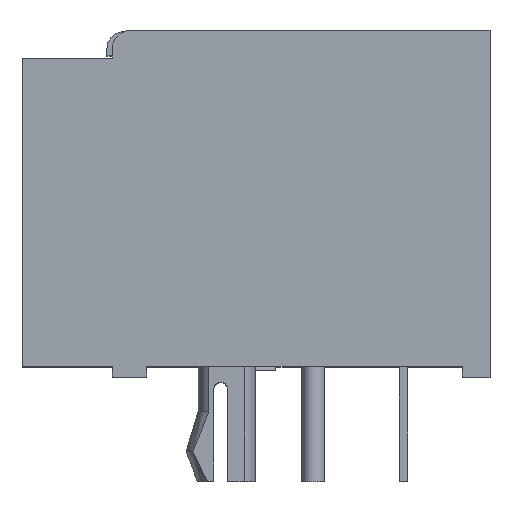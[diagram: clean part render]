
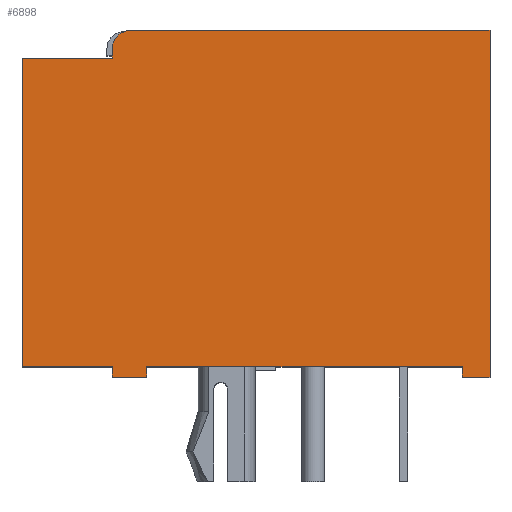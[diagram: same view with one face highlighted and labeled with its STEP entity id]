
A CAD part, top view. The second image highlights one B-rep face of the part: STEP entity #6898.
In plain terms, the highlighted planar face has unit normal (0, 0, 1).
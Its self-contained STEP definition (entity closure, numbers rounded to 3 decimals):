
#316=CIRCLE('',#7335,0.55);
#552=FACE_OUTER_BOUND('',#932,.T.);
#932=EDGE_LOOP('',(#5580,#5581,#5582,#5583,#5584,#5585,#5586,#5587,#5588,
#5589,#5590,#5591,#5592));
#1466=LINE('',#10182,#2323);
#1605=LINE('',#10507,#2462);
#1618=LINE('',#10537,#2475);
#1622=LINE('',#10554,#2479);
#1631=LINE('',#10569,#2488);
#1664=LINE('',#10642,#2521);
#1665=LINE('',#10646,#2522);
#1666=LINE('',#10647,#2523);
#1667=LINE('',#10649,#2524);
#1668=LINE('',#10650,#2525);
#1669=LINE('',#10652,#2526);
#1670=LINE('',#10653,#2527);
#2323=VECTOR('',#8282,0.25);
#2462=VECTOR('',#8569,10.35);
#2475=VECTOR('',#8588,10.);
#2479=VECTOR('',#8602,2.6);
#2488=VECTOR('',#8611,9.1);
#2521=VECTOR('',#8654,0.3);
#2522=VECTOR('',#8659,2.6);
#2523=VECTOR('',#8660,8.9);
#2524=VECTOR('',#8661,1.);
#2525=VECTOR('',#8662,0.3);
#2526=VECTOR('',#8663,0.3);
#2527=VECTOR('',#8664,0.8);
#3088=VERTEX_POINT('',#10179);
#3089=VERTEX_POINT('',#10181);
#3200=VERTEX_POINT('',#10504);
#3201=VERTEX_POINT('',#10506);
#3215=VERTEX_POINT('',#10536);
#3222=VERTEX_POINT('',#10551);
#3223=VERTEX_POINT('',#10553);
#3228=VERTEX_POINT('',#10566);
#3229=VERTEX_POINT('',#10568);
#3264=VERTEX_POINT('',#10640);
#3265=VERTEX_POINT('',#10645);
#3266=VERTEX_POINT('',#10648);
#3267=VERTEX_POINT('',#10651);
#3865=EDGE_CURVE('',#3088,#3089,#1466,.T.);
#4027=EDGE_CURVE('',#3200,#3201,#1605,.T.);
#4042=EDGE_CURVE('',#3215,#3201,#1618,.T.);
#4050=EDGE_CURVE('',#3222,#3223,#1622,.T.);
#4059=EDGE_CURVE('',#3228,#3229,#1631,.T.);
#4096=EDGE_CURVE('',#3264,#3222,#1664,.T.);
#4097=EDGE_CURVE('',#3089,#3200,#316,.T.);
#4098=EDGE_CURVE('',#3265,#3088,#1665,.T.);
#4099=EDGE_CURVE('',#3223,#3265,#1666,.T.);
#4100=EDGE_CURVE('',#3264,#3266,#1667,.T.);
#4101=EDGE_CURVE('',#3266,#3229,#1668,.T.);
#4102=EDGE_CURVE('',#3267,#3228,#1669,.T.);
#4103=EDGE_CURVE('',#3267,#3215,#1670,.T.);
#5580=ORIENTED_EDGE('',*,*,#4097,.F.);
#5581=ORIENTED_EDGE('',*,*,#3865,.F.);
#5582=ORIENTED_EDGE('',*,*,#4098,.F.);
#5583=ORIENTED_EDGE('',*,*,#4099,.F.);
#5584=ORIENTED_EDGE('',*,*,#4050,.F.);
#5585=ORIENTED_EDGE('',*,*,#4096,.F.);
#5586=ORIENTED_EDGE('',*,*,#4100,.T.);
#5587=ORIENTED_EDGE('',*,*,#4101,.T.);
#5588=ORIENTED_EDGE('',*,*,#4059,.F.);
#5589=ORIENTED_EDGE('',*,*,#4102,.F.);
#5590=ORIENTED_EDGE('',*,*,#4103,.T.);
#5591=ORIENTED_EDGE('',*,*,#4042,.T.);
#5592=ORIENTED_EDGE('',*,*,#4027,.F.);
#6566=PLANE('',#7334);
#6898=ADVANCED_FACE('',(#552),#6566,.T.);
#7334=AXIS2_PLACEMENT_3D('',#10643,#8655,#8656);
#7335=AXIS2_PLACEMENT_3D('',#10644,#8657,#8658);
#8282=DIRECTION('',(0.,1.,0.));
#8569=DIRECTION('',(1.,0.,0.));
#8588=DIRECTION('',(0.,1.,0.));
#8602=DIRECTION('',(-1.,0.,0.));
#8611=DIRECTION('',(-1.,0.,0.));
#8654=DIRECTION('',(0.,1.,0.));
#8655=DIRECTION('center_axis',(0.,0.,1.));
#8656=DIRECTION('ref_axis',(1.,0.,0.));
#8657=DIRECTION('center_axis',(0.,0.,-1.));
#8658=DIRECTION('ref_axis',(-1.,0.,0.));
#8659=DIRECTION('',(1.,0.,0.));
#8660=DIRECTION('',(0.,1.,0.));
#8661=DIRECTION('',(1.,0.,0.));
#8662=DIRECTION('',(0.,1.,0.));
#8663=DIRECTION('',(0.,1.,0.));
#8664=DIRECTION('',(1.,0.,0.));
#10179=CARTESIAN_POINT('',(-10.9,8.9,4.85));
#10181=CARTESIAN_POINT('',(-10.9,9.15,4.85));
#10182=CARTESIAN_POINT('',(-10.9,8.9,4.85));
#10504=CARTESIAN_POINT('',(-10.35,9.7,4.85));
#10506=CARTESIAN_POINT('',(0.,9.7,4.85));
#10507=CARTESIAN_POINT('',(-10.35,9.7,4.85));
#10536=CARTESIAN_POINT('',(0.,-0.3,4.85));
#10537=CARTESIAN_POINT('',(0.,-0.3,4.85));
#10551=CARTESIAN_POINT('',(-10.9,0.,4.85));
#10553=CARTESIAN_POINT('',(-13.5,0.,4.85));
#10554=CARTESIAN_POINT('',(-10.9,0.,4.85));
#10566=CARTESIAN_POINT('',(-0.8,0.,4.85));
#10568=CARTESIAN_POINT('',(-9.9,0.,4.85));
#10569=CARTESIAN_POINT('',(-0.8,0.,4.85));
#10640=CARTESIAN_POINT('',(-10.9,-0.3,4.85));
#10642=CARTESIAN_POINT('',(-10.9,-0.3,4.85));
#10643=CARTESIAN_POINT('Origin',(0.,0.,4.85));
#10644=CARTESIAN_POINT('Origin',(-10.35,9.15,4.85));
#10645=CARTESIAN_POINT('',(-13.5,8.9,4.85));
#10646=CARTESIAN_POINT('',(-13.5,8.9,4.85));
#10647=CARTESIAN_POINT('',(-13.5,0.,4.85));
#10648=CARTESIAN_POINT('',(-9.9,-0.3,4.85));
#10649=CARTESIAN_POINT('',(-10.9,-0.3,4.85));
#10650=CARTESIAN_POINT('',(-9.9,-0.3,4.85));
#10651=CARTESIAN_POINT('',(-0.8,-0.3,4.85));
#10652=CARTESIAN_POINT('',(-0.8,-0.3,4.85));
#10653=CARTESIAN_POINT('',(-0.8,-0.3,4.85));
